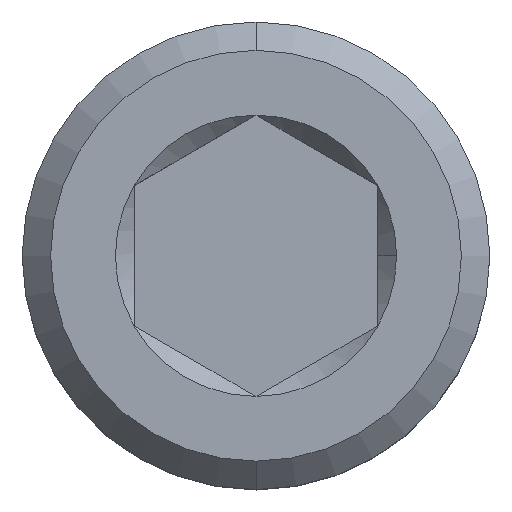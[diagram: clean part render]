
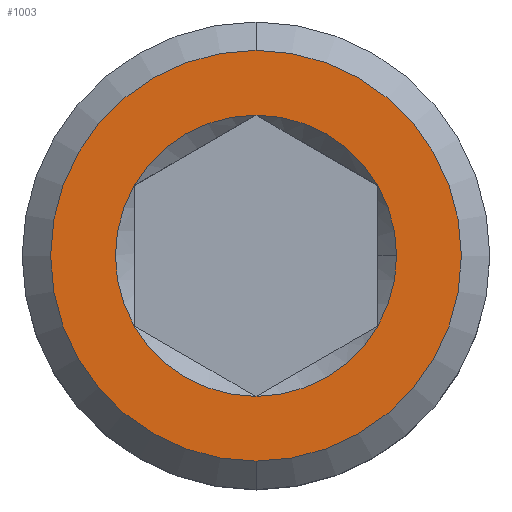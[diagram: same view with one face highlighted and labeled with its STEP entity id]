
A CAD part, top view. The second image highlights one B-rep face of the part: STEP entity #1003.
In plain terms, the highlighted planar face has unit normal (0, 0, 1).
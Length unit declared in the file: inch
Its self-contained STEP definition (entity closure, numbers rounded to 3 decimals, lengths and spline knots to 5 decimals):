
#163 = DIRECTION ( 'NONE',  ( 0., 0., 1. ) ) ;
#208 = DIRECTION ( 'NONE',  ( 0., 1., 0. ) ) ;
#210 = VERTEX_POINT ( 'NONE', #5672 ) ;
#229 = AXIS2_PLACEMENT_3D ( 'NONE', #3910, #3412, #879 ) ;
#296 = EDGE_CURVE ( 'NONE', #4236, #2587, #2087, .T. ) ;
#327 = CIRCLE ( 'NONE', #2312, 0.08119 ) ;
#412 = DIRECTION ( 'NONE',  ( 1., 0., 0. ) ) ;
#469 = DIRECTION ( 'NONE',  ( 1., 0., 0. ) ) ;
#638 = CARTESIAN_POINT ( 'NONE',  ( 0., -0.1186, 0.457 ) ) ;
#879 = DIRECTION ( 'NONE',  ( 0., 1., 0. ) ) ;
#885 = DIRECTION ( 'NONE',  ( 1., 0., 0. ) ) ;
#953 = DIRECTION ( 'NONE',  ( 0., 0., 1. ) ) ;
#971 = DIRECTION ( 'NONE',  ( 0., 0., 1. ) ) ;
#1003 = ADVANCED_FACE ( 'NONE', ( #1686, #1528 ), #6218, .T. ) ;
#1051 = CARTESIAN_POINT ( 'NONE',  ( 0., 0., 0.457 ) ) ;
#1137 = VERTEX_POINT ( 'NONE', #5331 ) ;
#1205 = AXIS2_PLACEMENT_3D ( 'NONE', #5206, #1692, #208 ) ;
#1214 = ORIENTED_EDGE ( 'NONE', *, *, #4264, .F. ) ;
#1222 = ORIENTED_EDGE ( 'NONE', *, *, #5611, .F. ) ;
#1255 = EDGE_CURVE ( 'NONE', #4080, #1967, #4898, .T. ) ;
#1297 = EDGE_LOOP ( 'NONE', ( #4452, #4141, #5076, #1222, #4073, #1214, #4587 ) ) ;
#1376 = ORIENTED_EDGE ( 'NONE', *, *, #1255, .F. ) ;
#1470 = CARTESIAN_POINT ( 'NONE',  ( 0., 0., 0.457 ) ) ;
#1528 = FACE_OUTER_BOUND ( 'NONE', #3451, .T. ) ;
#1613 = VERTEX_POINT ( 'NONE', #5632 ) ;
#1644 = AXIS2_PLACEMENT_3D ( 'NONE', #6493, #3499, #469 ) ;
#1686 = FACE_BOUND ( 'NONE', #1297, .T. ) ;
#1692 = DIRECTION ( 'NONE',  ( 0., 0., -1. ) ) ;
#1859 = AXIS2_PLACEMENT_3D ( 'NONE', #1470, #953, #2997 ) ;
#1967 = VERTEX_POINT ( 'NONE', #638 ) ;
#2087 = CIRCLE ( 'NONE', #4202, 0.08119 ) ;
#2104 = DIRECTION ( 'NONE',  ( 0., 0., 1. ) ) ;
#2213 = CARTESIAN_POINT ( 'NONE',  ( 0., 0., 0.457 ) ) ;
#2289 = CIRCLE ( 'NONE', #2793, 0.08119 ) ;
#2312 = AXIS2_PLACEMENT_3D ( 'NONE', #4816, #2393, #885 ) ;
#2353 = CARTESIAN_POINT ( 'NONE',  ( 0.07031, 0.04059, 0.457 ) ) ;
#2393 = DIRECTION ( 'NONE',  ( 0., 0., 1. ) ) ;
#2405 = AXIS2_PLACEMENT_3D ( 'NONE', #5918, #2934, #412 ) ;
#2457 = CIRCLE ( 'NONE', #1644, 0.08119 ) ;
#2524 = AXIS2_PLACEMENT_3D ( 'NONE', #2213, #163, #3213 ) ;
#2550 = CIRCLE ( 'NONE', #1205, 0.1186 ) ;
#2587 = VERTEX_POINT ( 'NONE', #5109 ) ;
#2606 = CARTESIAN_POINT ( 'NONE',  ( 0.08119, 0., 0.457 ) ) ;
#2617 = CIRCLE ( 'NONE', #6396, 0.08119 ) ;
#2793 = AXIS2_PLACEMENT_3D ( 'NONE', #4038, #971, #2994 ) ;
#2798 = CARTESIAN_POINT ( 'NONE',  ( 0., 0.1186, 0.457 ) ) ;
#2803 = DIRECTION ( 'NONE',  ( 0., 0., 1. ) ) ;
#2854 = EDGE_CURVE ( 'NONE', #1967, #4080, #2550, .T. ) ;
#2934 = DIRECTION ( 'NONE',  ( 0., 0., 1. ) ) ;
#2994 = DIRECTION ( 'NONE',  ( 1., 0., 0. ) ) ;
#2997 = DIRECTION ( 'NONE',  ( 1., 0., 0. ) ) ;
#3048 = VERTEX_POINT ( 'NONE', #2353 ) ;
#3082 = EDGE_CURVE ( 'NONE', #2587, #1613, #5585, .T. ) ;
#3213 = DIRECTION ( 'NONE',  ( 0., -1., 0. ) ) ;
#3412 = DIRECTION ( 'NONE',  ( 0., 0., -1. ) ) ;
#3451 = EDGE_LOOP ( 'NONE', ( #1376, #3668 ) ) ;
#3499 = DIRECTION ( 'NONE',  ( 0., 0., 1. ) ) ;
#3563 = CIRCLE ( 'NONE', #2405, 0.08119 ) ;
#3625 = DIRECTION ( 'NONE',  ( 1., 0., 0. ) ) ;
#3668 = ORIENTED_EDGE ( 'NONE', *, *, #2854, .F. ) ;
#3910 = CARTESIAN_POINT ( 'NONE',  ( 0., 0., 0.457 ) ) ;
#4038 = CARTESIAN_POINT ( 'NONE',  ( 0., 0., 0.457 ) ) ;
#4073 = ORIENTED_EDGE ( 'NONE', *, *, #5472, .F. ) ;
#4080 = VERTEX_POINT ( 'NONE', #2798 ) ;
#4141 = ORIENTED_EDGE ( 'NONE', *, *, #296, .F. ) ;
#4202 = AXIS2_PLACEMENT_3D ( 'NONE', #4801, #2803, #5802 ) ;
#4236 = VERTEX_POINT ( 'NONE', #4862 ) ;
#4264 = EDGE_CURVE ( 'NONE', #6507, #3048, #327, .T. ) ;
#4452 = ORIENTED_EDGE ( 'NONE', *, *, #3082, .F. ) ;
#4485 = EDGE_CURVE ( 'NONE', #1613, #6507, #3563, .T. ) ;
#4587 = ORIENTED_EDGE ( 'NONE', *, *, #4485, .F. ) ;
#4801 = CARTESIAN_POINT ( 'NONE',  ( 0., 0., 0.457 ) ) ;
#4816 = CARTESIAN_POINT ( 'NONE',  ( 0., 0., 0.457 ) ) ;
#4862 = CARTESIAN_POINT ( 'NONE',  ( -0.07031, -0.04059, 0.457 ) ) ;
#4898 = CIRCLE ( 'NONE', #229, 0.1186 ) ;
#5076 = ORIENTED_EDGE ( 'NONE', *, *, #5486, .F. ) ;
#5109 = CARTESIAN_POINT ( 'NONE',  ( 0., -0.08119, 0.457 ) ) ;
#5206 = CARTESIAN_POINT ( 'NONE',  ( 0., 0., 0.457 ) ) ;
#5331 = CARTESIAN_POINT ( 'NONE',  ( 0., 0.08119, 0.457 ) ) ;
#5472 = EDGE_CURVE ( 'NONE', #3048, #1137, #2457, .T. ) ;
#5486 = EDGE_CURVE ( 'NONE', #210, #4236, #2289, .T. ) ;
#5585 = CIRCLE ( 'NONE', #1859, 0.08119 ) ;
#5611 = EDGE_CURVE ( 'NONE', #1137, #210, #2617, .T. ) ;
#5632 = CARTESIAN_POINT ( 'NONE',  ( 0.07031, -0.04059, 0.457 ) ) ;
#5672 = CARTESIAN_POINT ( 'NONE',  ( -0.07031, 0.04059, 0.457 ) ) ;
#5802 = DIRECTION ( 'NONE',  ( 1., 0., 0. ) ) ;
#5918 = CARTESIAN_POINT ( 'NONE',  ( 0., 0., 0.457 ) ) ;
#6218 = PLANE ( 'NONE',  #2524 ) ;
#6396 = AXIS2_PLACEMENT_3D ( 'NONE', #1051, #2104, #3625 ) ;
#6493 = CARTESIAN_POINT ( 'NONE',  ( 0., 0., 0.457 ) ) ;
#6507 = VERTEX_POINT ( 'NONE', #2606 ) ;
